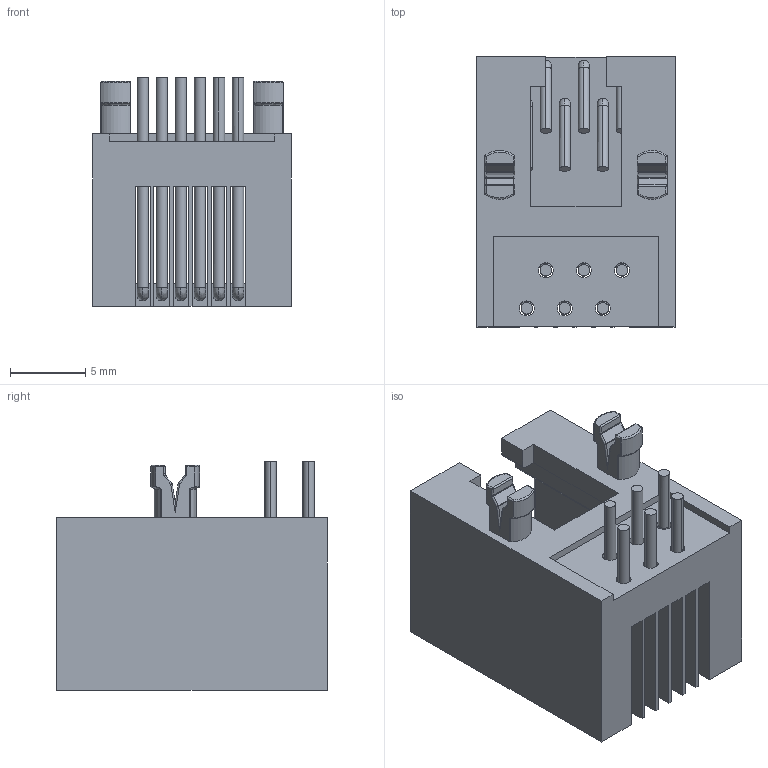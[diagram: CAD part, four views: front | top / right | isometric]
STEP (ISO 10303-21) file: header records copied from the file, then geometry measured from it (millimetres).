
FILE_DESCRIPTION (( 'STEP AP214' ), '1' );
FILE_NAME ('B28ECDD5-FB91-4CC0-BC2C-4DF125ECDF62.STEP', '2024-04-12T03:09:06', ( '' ), ( '' ), 'SwSTEP 2.0', 'SolidWorks 2022', '' );
FILE_SCHEMA (( 'AUTOMOTIVE_DESIGN' ));
Length unit declared in the file: centimetre
Products named in the file (1): B28ECDD5-FB91-4CC0-BC2C-4DF125ECDF62
Bounding box: 13.2 x 18 x 15.25 mm (x, y, z)
Volume: 1381.1 mm3; surface area: 2394.8 mm2
Topology: 1 solids, 1 shells, 369 faces, 998 edges, 620 vertices
Faces by surface type: plane 140, cylinder 126, bspline 103
Entity records: 16887 total; most frequent: CARTESIAN_POINT 4147, ORIENTED_EDGE 1966, DIRECTION 1598, EDGE_CURVE 983, VERTEX_POINT 620, VECTOR 544, LINE 544, AXIS2_PLACEMENT_3D 527
